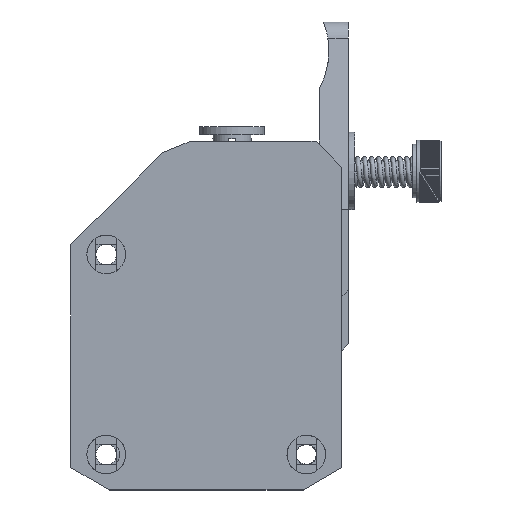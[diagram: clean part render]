
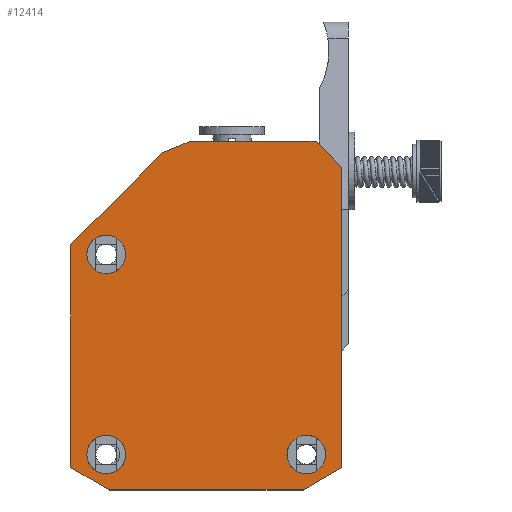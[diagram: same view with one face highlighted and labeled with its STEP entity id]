
A CAD part, front view. The second image highlights one B-rep face of the part: STEP entity #12414.
In plain terms, the highlighted face is planar.
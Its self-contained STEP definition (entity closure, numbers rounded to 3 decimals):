
#827=CIRCLE('',#13982,3.);
#828=CIRCLE('',#13984,3.);
#829=CIRCLE('',#13986,3.);
#2670=LINE('',#24565,#3609);
#2671=LINE('',#24568,#3610);
#2672=LINE('',#24570,#3611);
#2673=LINE('',#24572,#3612);
#2674=LINE('',#24574,#3613);
#2675=LINE('',#24576,#3614);
#2676=LINE('',#24578,#3615);
#2677=LINE('',#24580,#3616);
#2678=LINE('',#24582,#3617);
#3609=VECTOR('',#17363,1000.);
#3610=VECTOR('',#17364,1000.);
#3611=VECTOR('',#17365,1000.);
#3612=VECTOR('',#17366,1000.);
#3613=VECTOR('',#17367,1000.);
#3614=VECTOR('',#17368,1000.);
#3615=VECTOR('',#17369,1000.);
#3616=VECTOR('',#17370,1000.);
#3617=VECTOR('',#17371,1000.);
#4183=PLANE('',#14026);
#6606=ORIENTED_EDGE('',*,*,#8665,.F.);
#6607=ORIENTED_EDGE('',*,*,#8666,.F.);
#6608=ORIENTED_EDGE('',*,*,#8667,.F.);
#6609=ORIENTED_EDGE('',*,*,#8735,.T.);
#6610=ORIENTED_EDGE('',*,*,#8736,.T.);
#6611=ORIENTED_EDGE('',*,*,#8737,.T.);
#6612=ORIENTED_EDGE('',*,*,#8738,.T.);
#6613=ORIENTED_EDGE('',*,*,#8739,.T.);
#6614=ORIENTED_EDGE('',*,*,#8740,.T.);
#6615=ORIENTED_EDGE('',*,*,#8741,.T.);
#6616=ORIENTED_EDGE('',*,*,#8742,.T.);
#6617=ORIENTED_EDGE('',*,*,#8743,.T.);
#8665=EDGE_CURVE('',#9916,#9916,#827,.T.);
#8666=EDGE_CURVE('',#9917,#9917,#828,.T.);
#8667=EDGE_CURVE('',#9918,#9918,#829,.F.);
#8735=EDGE_CURVE('',#9956,#9957,#2670,.T.);
#8736=EDGE_CURVE('',#9957,#9958,#2671,.T.);
#8737=EDGE_CURVE('',#9958,#9959,#2672,.T.);
#8738=EDGE_CURVE('',#9959,#9960,#2673,.T.);
#8739=EDGE_CURVE('',#9960,#9961,#2674,.T.);
#8740=EDGE_CURVE('',#9961,#9962,#2675,.T.);
#8741=EDGE_CURVE('',#9962,#9963,#2676,.T.);
#8742=EDGE_CURVE('',#9963,#9964,#2677,.T.);
#8743=EDGE_CURVE('',#9964,#9956,#2678,.T.);
#9916=VERTEX_POINT('',#24146);
#9917=VERTEX_POINT('',#24149);
#9918=VERTEX_POINT('',#24152);
#9956=VERTEX_POINT('',#24566);
#9957=VERTEX_POINT('',#24567);
#9958=VERTEX_POINT('',#24569);
#9959=VERTEX_POINT('',#24571);
#9960=VERTEX_POINT('',#24573);
#9961=VERTEX_POINT('',#24575);
#9962=VERTEX_POINT('',#24577);
#9963=VERTEX_POINT('',#24579);
#9964=VERTEX_POINT('',#24581);
#10880=EDGE_LOOP('',(#6606));
#10881=EDGE_LOOP('',(#6607));
#10882=EDGE_LOOP('',(#6608));
#10883=EDGE_LOOP('',(#6609,#6610,#6611,#6612,#6613,#6614,#6615,#6616,#6617));
#11689=FACE_BOUND('',#10880,.T.);
#11690=FACE_BOUND('',#10881,.T.);
#11691=FACE_BOUND('',#10882,.T.);
#11692=FACE_BOUND('',#10883,.T.);
#12414=ADVANCED_FACE('',(#11689,#11690,#11691,#11692),#4183,.F.);
#13982=AXIS2_PLACEMENT_3D('',#24145,#17232,#17233);
#13984=AXIS2_PLACEMENT_3D('',#24148,#17236,#17237);
#13986=AXIS2_PLACEMENT_3D('',#24151,#17240,#17241);
#14026=AXIS2_PLACEMENT_3D('',#24564,#17361,#17362);
#17232=DIRECTION('',(0.,0.,-1.));
#17233=DIRECTION('',(-0.483,0.876,0.));
#17236=DIRECTION('',(0.,0.,-1.));
#17237=DIRECTION('',(-0.483,0.876,0.));
#17240=DIRECTION('',(0.,0.,1.));
#17241=DIRECTION('',(1.,0.,0.));
#17361=DIRECTION('',(0.,0.,1.));
#17362=DIRECTION('',(1.,0.,0.));
#17363=DIRECTION('',(0.,-1.,0.));
#17364=DIRECTION('',(-0.866,-0.5,0.));
#17365=DIRECTION('',(-1.,0.,0.));
#17366=DIRECTION('',(-0.866,0.5,0.));
#17367=DIRECTION('',(0.,1.,0.));
#17368=DIRECTION('',(0.707,0.707,0.));
#17369=DIRECTION('',(1.,0.,0.));
#17370=DIRECTION('',(0.924,-0.383,0.));
#17371=DIRECTION('',(0.707,-0.707,0.));
#24145=CARTESIAN_POINT('',(-5.5,36.5,0.));
#24146=CARTESIAN_POINT('',(-6.949,39.127,0.));
#24148=CARTESIAN_POINT('',(-36.5,5.5,0.));
#24149=CARTESIAN_POINT('',(-37.949,8.127,0.));
#24151=CARTESIAN_POINT('',(-5.5,5.5,0.));
#24152=CARTESIAN_POINT('',(-2.5,5.5,0.));
#24564=CARTESIAN_POINT('',(-21.,27.,0.));
#24565=CARTESIAN_POINT('',(0.,38.,0.));
#24566=CARTESIAN_POINT('',(0.,38.,0.));
#24567=CARTESIAN_POINT('',(0.,3.464,0.));
#24568=CARTESIAN_POINT('',(0.,3.464,0.));
#24569=CARTESIAN_POINT('',(-6.,0.,0.));
#24570=CARTESIAN_POINT('',(-6.,0.,0.));
#24571=CARTESIAN_POINT('',(-36.,0.,0.));
#24572=CARTESIAN_POINT('',(-36.,0.,0.));
#24573=CARTESIAN_POINT('',(-42.,3.464,0.));
#24574=CARTESIAN_POINT('',(-42.,50.,0.));
#24575=CARTESIAN_POINT('',(-42.,50.,0.));
#24576=CARTESIAN_POINT('',(-43.,49.,0.));
#24577=CARTESIAN_POINT('',(-38.,54.,0.));
#24578=CARTESIAN_POINT('',(-38.,54.,0.));
#24579=CARTESIAN_POINT('',(-18.485,54.,0.));
#24580=CARTESIAN_POINT('',(-18.485,54.,0.));
#24581=CARTESIAN_POINT('',(-14.243,52.243,0.));
#24582=CARTESIAN_POINT('',(-14.243,52.243,0.));
